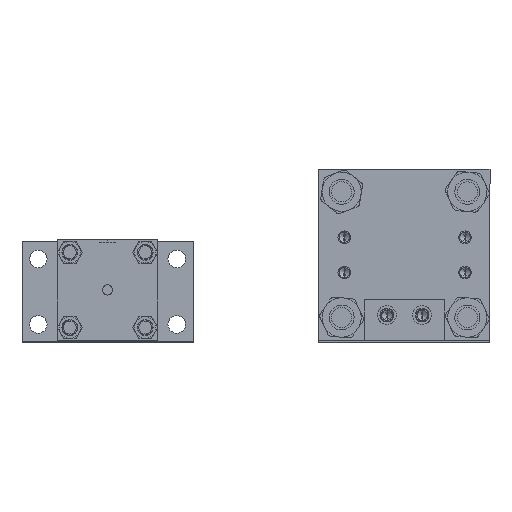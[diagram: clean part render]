
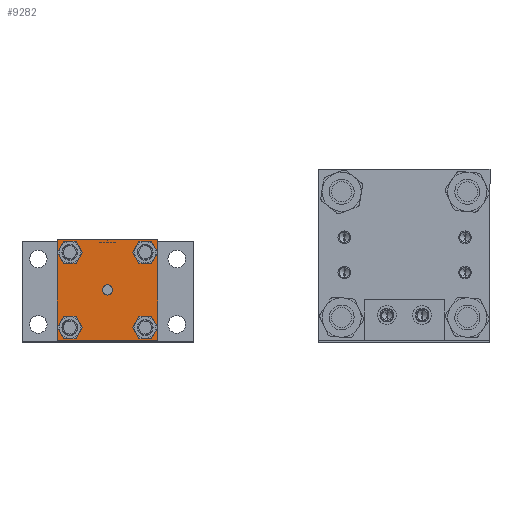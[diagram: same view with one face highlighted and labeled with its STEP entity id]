
A CAD part, top view. The second image highlights one B-rep face of the part: STEP entity #9282.
In plain terms, the highlighted planar face has unit normal (0, 0, 1).
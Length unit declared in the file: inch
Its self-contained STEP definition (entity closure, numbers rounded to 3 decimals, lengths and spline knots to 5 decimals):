
#57 = CIRCLE ( 'NONE', #10385, 0.12655 ) ;
#325 = VECTOR ( 'NONE', #5454, 39.37008 ) ;
#464 = CARTESIAN_POINT ( 'NONE',  ( 4.64946, 7.07806, 0.5 ) ) ;
#569 = VERTEX_POINT ( 'NONE', #12707 ) ;
#583 = DIRECTION ( 'NONE',  ( 1., 0., 0. ) ) ;
#649 = FACE_BOUND ( 'NONE', #9564, .T. ) ;
#658 = DIRECTION ( 'NONE',  ( 1., 0., 0. ) ) ;
#809 = CARTESIAN_POINT ( 'NONE',  ( 4.64946, 9.57806, 0.5 ) ) ;
#814 = EDGE_CURVE ( 'NONE', #11907, #3781, #9485, .T. ) ;
#822 = AXIS2_PLACEMENT_3D ( 'NONE', #1624, #12570, #14995 ) ;
#1013 = CARTESIAN_POINT ( 'NONE',  ( 6.83446, 7.39306, 0.5 ) ) ;
#1031 = CARTESIAN_POINT ( 'NONE',  ( 5.89946, 9.57806, 0.5 ) ) ;
#1040 = DIRECTION ( 'NONE',  ( 0., 0., 1. ) ) ;
#1136 = VERTEX_POINT ( 'NONE', #11872 ) ;
#1144 = CARTESIAN_POINT ( 'NONE',  ( 6.83446, 7.39306, 0.5 ) ) ;
#1148 = VECTOR ( 'NONE', #15502, 39.37008 ) ;
#1494 = DIRECTION ( 'NONE',  ( 1., 0., 0. ) ) ;
#1519 = AXIS2_PLACEMENT_3D ( 'NONE', #4535, #6932, #3366 ) ;
#1624 = CARTESIAN_POINT ( 'NONE',  ( 6.83446, 9.26306, 0.5 ) ) ;
#1765 = CARTESIAN_POINT ( 'NONE',  ( 5.89946, 7.07806, 0.5 ) ) ;
#1788 = FACE_BOUND ( 'NONE', #11249, .T. ) ;
#2000 = EDGE_CURVE ( 'NONE', #4714, #11913, #11323, .T. ) ;
#2190 = ORIENTED_EDGE ( 'NONE', *, *, #12261, .F. ) ;
#2265 = VERTEX_POINT ( 'NONE', #5661 ) ;
#2427 = EDGE_CURVE ( 'NONE', #13903, #11913, #15667, .T. ) ;
#2465 = CARTESIAN_POINT ( 'NONE',  ( 4.77646, 9.26306, 0.5 ) ) ;
#2672 = VERTEX_POINT ( 'NONE', #809 ) ;
#2838 = EDGE_LOOP ( 'NONE', ( #14231, #14796, #4198, #8355 ) ) ;
#2954 = CARTESIAN_POINT ( 'NONE',  ( 4.96446, 7.39306, 0.5 ) ) ;
#3112 = DIRECTION ( 'NONE',  ( 0., 0., 1. ) ) ;
#3178 = EDGE_CURVE ( 'NONE', #14465, #2265, #3675, .T. ) ;
#3279 = AXIS2_PLACEMENT_3D ( 'NONE', #11920, #9554, #10756 ) ;
#3366 = DIRECTION ( 'NONE',  ( 1., 0., 0. ) ) ;
#3399 = DIRECTION ( 'NONE',  ( 0., 0., 1. ) ) ;
#3675 = CIRCLE ( 'NONE', #822, 0.188 ) ;
#3715 = EDGE_CURVE ( 'NONE', #2672, #4714, #14652, .T. ) ;
#3781 = VERTEX_POINT ( 'NONE', #12482 ) ;
#3867 = CIRCLE ( 'NONE', #1519, 0.12655 ) ;
#3899 = VERTEX_POINT ( 'NONE', #7828 ) ;
#4034 = CARTESIAN_POINT ( 'NONE',  ( 7.14946, 9.57806, 0.5 ) ) ;
#4198 = ORIENTED_EDGE ( 'NONE', *, *, #2000, .T. ) ;
#4345 = ORIENTED_EDGE ( 'NONE', *, *, #9421, .F. ) ;
#4535 = CARTESIAN_POINT ( 'NONE',  ( 5.89946, 8.32806, 0.5 ) ) ;
#4714 = VERTEX_POINT ( 'NONE', #464 ) ;
#4961 = EDGE_CURVE ( 'NONE', #2672, #13903, #12550, .T. ) ;
#4975 = DIRECTION ( 'NONE',  ( 0., 0., 1. ) ) ;
#5026 = CIRCLE ( 'NONE', #13077, 0.188 ) ;
#5450 = DIRECTION ( 'NONE',  ( 1., 0., 0. ) ) ;
#5454 = DIRECTION ( 'NONE',  ( 1., 0., 0. ) ) ;
#5614 = EDGE_CURVE ( 'NONE', #1136, #569, #5026, .T. ) ;
#5626 = CARTESIAN_POINT ( 'NONE',  ( 7.02246, 9.26306, 0.5 ) ) ;
#5661 = CARTESIAN_POINT ( 'NONE',  ( 6.64646, 9.26306, 0.5 ) ) ;
#5833 = DIRECTION ( 'NONE',  ( 1., 0., 0. ) ) ;
#5980 = FACE_OUTER_BOUND ( 'NONE', #2838, .T. ) ;
#6629 = CIRCLE ( 'NONE', #15368, 0.188 ) ;
#6678 = DIRECTION ( 'NONE',  ( 0., 0., 1. ) ) ;
#6874 = CARTESIAN_POINT ( 'NONE',  ( 4.96446, 9.26306, 0.5 ) ) ;
#6932 = DIRECTION ( 'NONE',  ( 0., 0., 1. ) ) ;
#7011 = ORIENTED_EDGE ( 'NONE', *, *, #8614, .F. ) ;
#7254 = DIRECTION ( 'NONE',  ( 1., 0., 0. ) ) ;
#7650 = ORIENTED_EDGE ( 'NONE', *, *, #10457, .F. ) ;
#7828 = CARTESIAN_POINT ( 'NONE',  ( 6.64646, 7.39306, 0.5 ) ) ;
#8049 = FACE_BOUND ( 'NONE', #13094, .T. ) ;
#8355 = ORIENTED_EDGE ( 'NONE', *, *, #2427, .F. ) ;
#8592 = VERTEX_POINT ( 'NONE', #14418 ) ;
#8614 = EDGE_CURVE ( 'NONE', #3781, #11907, #11287, .T. ) ;
#8649 = AXIS2_PLACEMENT_3D ( 'NONE', #12818, #6678, #658 ) ;
#8675 = CIRCLE ( 'NONE', #14260, 0.188 ) ;
#9170 = CARTESIAN_POINT ( 'NONE',  ( 4.64946, 5.57249, 0.5 ) ) ;
#9276 = CIRCLE ( 'NONE', #14150, 0.188 ) ;
#9282 = ADVANCED_FACE ( 'NONE', ( #8049, #14680, #15245, #1788, #5980, #649 ), #12596, .T. ) ;
#9341 = CIRCLE ( 'NONE', #14061, 0.188 ) ;
#9421 = EDGE_CURVE ( 'NONE', #15183, #8592, #3867, .T. ) ;
#9485 = CIRCLE ( 'NONE', #13596, 0.188 ) ;
#9554 = DIRECTION ( 'NONE',  ( 0., 0., 1. ) ) ;
#9564 = EDGE_LOOP ( 'NONE', ( #4345, #7650 ) ) ;
#9965 = VERTEX_POINT ( 'NONE', #14531 ) ;
#10385 = AXIS2_PLACEMENT_3D ( 'NONE', #10545, #3399, #11760 ) ;
#10457 = EDGE_CURVE ( 'NONE', #8592, #15183, #57, .T. ) ;
#10545 = CARTESIAN_POINT ( 'NONE',  ( 5.89946, 8.32806, 0.5 ) ) ;
#10654 = EDGE_CURVE ( 'NONE', #3899, #9965, #9341, .T. ) ;
#10756 = DIRECTION ( 'NONE',  ( 1., 0., 0. ) ) ;
#11149 = ORIENTED_EDGE ( 'NONE', *, *, #814, .F. ) ;
#11207 = CARTESIAN_POINT ( 'NONE',  ( 7.14946, 5.57249, 0.5 ) ) ;
#11241 = EDGE_CURVE ( 'NONE', #2265, #14465, #9276, .T. ) ;
#11249 = EDGE_LOOP ( 'NONE', ( #2190, #15000 ) ) ;
#11287 = CIRCLE ( 'NONE', #3279, 0.188 ) ;
#11323 = LINE ( 'NONE', #1765, #325 ) ;
#11431 = VECTOR ( 'NONE', #11436, 39.37008 ) ;
#11436 = DIRECTION ( 'NONE',  ( 0., -1., 0. ) ) ;
#11757 = EDGE_CURVE ( 'NONE', #9965, #3899, #6629, .T. ) ;
#11760 = DIRECTION ( 'NONE',  ( 1., 0., 0. ) ) ;
#11872 = CARTESIAN_POINT ( 'NONE',  ( 4.77646, 7.39306, 0.5 ) ) ;
#11907 = VERTEX_POINT ( 'NONE', #2465 ) ;
#11913 = VERTEX_POINT ( 'NONE', #12204 ) ;
#11920 = CARTESIAN_POINT ( 'NONE',  ( 4.96446, 9.26306, 0.5 ) ) ;
#11953 = DIRECTION ( 'NONE',  ( 0., 0., 1. ) ) ;
#11969 = ORIENTED_EDGE ( 'NONE', *, *, #3178, .F. ) ;
#12204 = CARTESIAN_POINT ( 'NONE',  ( 7.14946, 7.07806, 0.5 ) ) ;
#12261 = EDGE_CURVE ( 'NONE', #569, #1136, #8675, .T. ) ;
#12272 = ORIENTED_EDGE ( 'NONE', *, *, #11241, .F. ) ;
#12319 = CARTESIAN_POINT ( 'NONE',  ( 6.83446, 9.26306, 0.5 ) ) ;
#12482 = CARTESIAN_POINT ( 'NONE',  ( 5.15246, 9.26306, 0.5 ) ) ;
#12550 = LINE ( 'NONE', #1031, #1148 ) ;
#12570 = DIRECTION ( 'NONE',  ( 0., 0., 1. ) ) ;
#12596 = PLANE ( 'NONE',  #8649 ) ;
#12707 = CARTESIAN_POINT ( 'NONE',  ( 5.15246, 7.39306, 0.5 ) ) ;
#12818 = CARTESIAN_POINT ( 'NONE',  ( 5.89946, 5.57249, 0.5 ) ) ;
#13077 = AXIS2_PLACEMENT_3D ( 'NONE', #2954, #3112, #583 ) ;
#13094 = EDGE_LOOP ( 'NONE', ( #15486, #13264 ) ) ;
#13212 = DIRECTION ( 'NONE',  ( 1., 0., 0. ) ) ;
#13264 = ORIENTED_EDGE ( 'NONE', *, *, #10654, .F. ) ;
#13596 = AXIS2_PLACEMENT_3D ( 'NONE', #6874, #14014, #5450 ) ;
#13654 = DIRECTION ( 'NONE',  ( 0., -1., 0. ) ) ;
#13903 = VERTEX_POINT ( 'NONE', #4034 ) ;
#14014 = DIRECTION ( 'NONE',  ( 0., 0., 1. ) ) ;
#14061 = AXIS2_PLACEMENT_3D ( 'NONE', #1144, #1040, #7254 ) ;
#14150 = AXIS2_PLACEMENT_3D ( 'NONE', #12319, #4975, #1494 ) ;
#14231 = ORIENTED_EDGE ( 'NONE', *, *, #4961, .F. ) ;
#14232 = DIRECTION ( 'NONE',  ( 0., 0., 1. ) ) ;
#14260 = AXIS2_PLACEMENT_3D ( 'NONE', #15449, #11953, #5833 ) ;
#14353 = VECTOR ( 'NONE', #13654, 39.37008 ) ;
#14418 = CARTESIAN_POINT ( 'NONE',  ( 6.02601, 8.32806, 0.5 ) ) ;
#14465 = VERTEX_POINT ( 'NONE', #5626 ) ;
#14531 = CARTESIAN_POINT ( 'NONE',  ( 7.02246, 7.39306, 0.5 ) ) ;
#14652 = LINE ( 'NONE', #9170, #11431 ) ;
#14680 = FACE_BOUND ( 'NONE', #14900, .T. ) ;
#14796 = ORIENTED_EDGE ( 'NONE', *, *, #3715, .T. ) ;
#14900 = EDGE_LOOP ( 'NONE', ( #11969, #12272 ) ) ;
#14995 = DIRECTION ( 'NONE',  ( 1., 0., 0. ) ) ;
#15000 = ORIENTED_EDGE ( 'NONE', *, *, #5614, .F. ) ;
#15183 = VERTEX_POINT ( 'NONE', #15471 ) ;
#15208 = EDGE_LOOP ( 'NONE', ( #7011, #11149 ) ) ;
#15245 = FACE_BOUND ( 'NONE', #15208, .T. ) ;
#15368 = AXIS2_PLACEMENT_3D ( 'NONE', #1013, #14232, #13212 ) ;
#15449 = CARTESIAN_POINT ( 'NONE',  ( 4.96446, 7.39306, 0.5 ) ) ;
#15471 = CARTESIAN_POINT ( 'NONE',  ( 5.77291, 8.32806, 0.5 ) ) ;
#15486 = ORIENTED_EDGE ( 'NONE', *, *, #11757, .F. ) ;
#15502 = DIRECTION ( 'NONE',  ( 1., 0., 0. ) ) ;
#15667 = LINE ( 'NONE', #11207, #14353 ) ;
